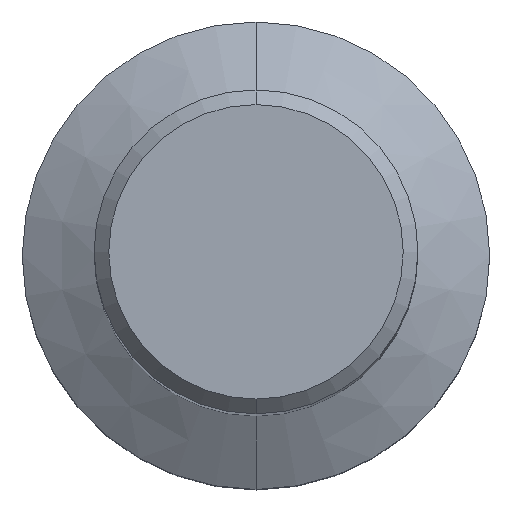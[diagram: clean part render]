
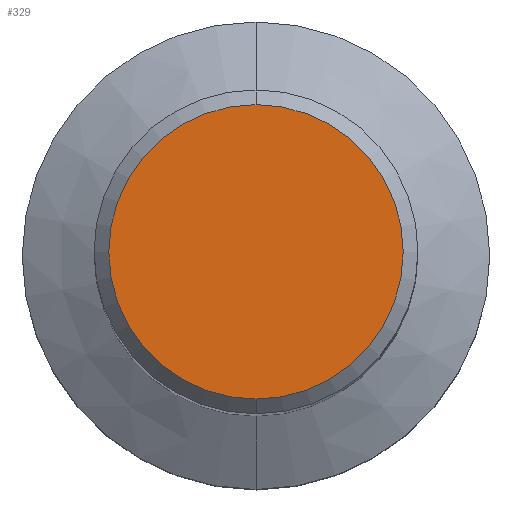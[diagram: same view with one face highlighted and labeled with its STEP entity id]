
A CAD part, top view. The second image highlights one B-rep face of the part: STEP entity #329.
In plain terms, the highlighted planar face has unit normal (0, 0, 1).
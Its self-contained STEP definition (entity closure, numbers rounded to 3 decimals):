
#329=ADVANCED_FACE('',(#726),#727,.T.);
#447=VERTEX_POINT('',#861);
#465=EDGE_CURVE('',#447,#581,#882,.T.);
#517=EDGE_CURVE('',#581,#447,#940,.T.);
#581=VERTEX_POINT('',#1009);
#726=FACE_OUTER_BOUND('',#1469,.T.);
#727=PLANE('',#1470);
#861=CARTESIAN_POINT('',(0.,-10.0,0.0));
#882=CIRCLE('',#1718,10.0);
#940=CIRCLE('',#1823,10.0);
#1009=CARTESIAN_POINT('',(0.0,10.0,0.0));
#1469=EDGE_LOOP('',(#2067,#2068));
#1470=AXIS2_PLACEMENT_3D('',#2069,#2070,#2071);
#1718=AXIS2_PLACEMENT_3D('',#2266,#2267,#2268);
#1823=AXIS2_PLACEMENT_3D('',#2339,#2340,#2341);
#2067=ORIENTED_EDGE('',*,*,#517,.F.);
#2068=ORIENTED_EDGE('',*,*,#465,.F.);
#2069=CARTESIAN_POINT('',(0.0,5.0,0.0));
#2070=DIRECTION('',(-0.0,0.0,1.0));
#2071=DIRECTION('',(0.0,-1.0,0.0));
#2266=CARTESIAN_POINT('',(0.0,0.0,0.0));
#2267=DIRECTION('',(0.0,0.0,-1.0));
#2268=DIRECTION('',(0.0,1.0,0.0));
#2339=CARTESIAN_POINT('',(0.0,0.0,0.0));
#2340=DIRECTION('',(0.0,0.0,-1.0));
#2341=DIRECTION('',(0.0,1.0,0.0));
